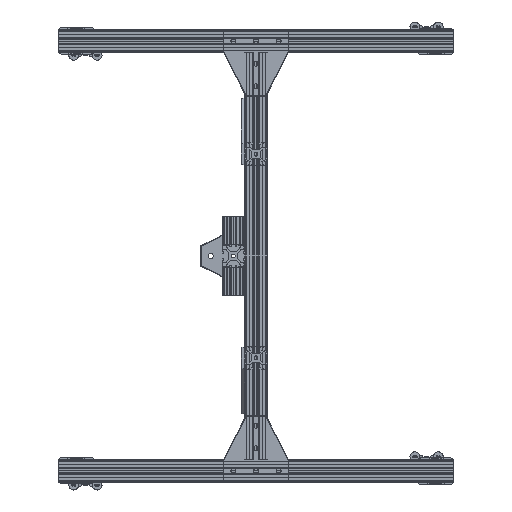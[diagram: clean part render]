
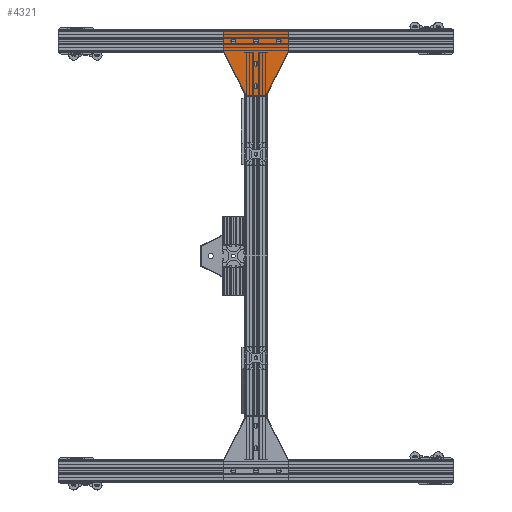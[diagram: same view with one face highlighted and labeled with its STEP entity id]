
A CAD part, left-side view. The second image highlights one B-rep face of the part: STEP entity #4321.
In plain terms, the highlighted face is planar.
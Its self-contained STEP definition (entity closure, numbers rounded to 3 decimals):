
#3781=DIRECTION('',(-0.447,-0.894,0.));
#3782=VECTOR('',#3781,88.589);
#3783=CARTESIAN_POINT('',(40.618,115.,3.));
#3784=LINE('',#3783,#3782);
#3785=DIRECTION('',(-0.447,0.894,0.));
#3786=VECTOR('',#3785,88.589);
#3787=CARTESIAN_POINT('',(115.,35.764,3.));
#3788=LINE('',#3787,#3786);
#3789=CARTESIAN_POINT('',(58.,58.,3.));
#3790=DIRECTION('',(0.,0.,-1.));
#3791=DIRECTION('',(1.,0.,0.));
#3792=AXIS2_PLACEMENT_3D('',#3789,#3790,#3791);
#3794=CARTESIAN_POINT('',(58.,58.,3.));
#3795=DIRECTION('',(0.,0.,-1.));
#3796=DIRECTION('',(-1.,0.,0.));
#3797=AXIS2_PLACEMENT_3D('',#3794,#3795,#3796);
#3799=CARTESIAN_POINT('',(58.,18.,3.));
#3800=DIRECTION('',(0.,0.,-1.));
#3801=DIRECTION('',(1.,0.,0.));
#3802=AXIS2_PLACEMENT_3D('',#3799,#3800,#3801);
#3804=CARTESIAN_POINT('',(58.,18.,3.));
#3805=DIRECTION('',(0.,0.,-1.));
#3806=DIRECTION('',(-1.,0.,0.));
#3807=AXIS2_PLACEMENT_3D('',#3804,#3805,#3806);
#3809=CARTESIAN_POINT('',(18.,18.,3.));
#3810=DIRECTION('',(0.,0.,-1.));
#3811=DIRECTION('',(1.,0.,0.));
#3812=AXIS2_PLACEMENT_3D('',#3809,#3810,#3811);
#3814=CARTESIAN_POINT('',(18.,18.,3.));
#3815=DIRECTION('',(0.,0.,-1.));
#3816=DIRECTION('',(-1.,0.,0.));
#3817=AXIS2_PLACEMENT_3D('',#3814,#3815,#3816);
#3819=CARTESIAN_POINT('',(98.,18.,3.));
#3820=DIRECTION('',(0.,0.,-1.));
#3821=DIRECTION('',(1.,0.,0.));
#3822=AXIS2_PLACEMENT_3D('',#3819,#3820,#3821);
#3824=CARTESIAN_POINT('',(98.,18.,3.));
#3825=DIRECTION('',(0.,0.,-1.));
#3826=DIRECTION('',(-1.,0.,0.));
#3827=AXIS2_PLACEMENT_3D('',#3824,#3825,#3826);
#3829=CARTESIAN_POINT('',(58.,98.,3.));
#3830=DIRECTION('',(0.,0.,-1.));
#3831=DIRECTION('',(1.,0.,0.));
#3832=AXIS2_PLACEMENT_3D('',#3829,#3830,#3831);
#3834=CARTESIAN_POINT('',(58.,98.,3.));
#3835=DIRECTION('',(0.,0.,-1.));
#3836=DIRECTION('',(-1.,0.,0.));
#3837=AXIS2_PLACEMENT_3D('',#3834,#3835,#3836);
#3858=DIRECTION('',(1.,0.,0.));
#3859=VECTOR('',#3858,34.764);
#3860=CARTESIAN_POINT('',(40.618,115.,3.));
#3861=LINE('',#3860,#3859);
#3900=DIRECTION('',(0.,-1.,0.));
#3901=VECTOR('',#3900,34.764);
#3902=CARTESIAN_POINT('',(115.,35.764,3.));
#3903=LINE('',#3902,#3901);
#4062=DIRECTION('',(0.,1.,0.));
#4063=VECTOR('',#4062,34.764);
#4064=CARTESIAN_POINT('',(1.,1.,3.));
#4065=LINE('',#4064,#4063);
#4093=DIRECTION('',(-1.,0.,0.));
#4094=VECTOR('',#4093,114.);
#4095=CARTESIAN_POINT('',(115.,1.,3.));
#4096=LINE('',#4095,#4094);
#4161=CARTESIAN_POINT('',(53.5,98.,3.));
#4162=CARTESIAN_POINT('',(62.5,98.,3.));
#4163=VERTEX_POINT('',#4161);
#4164=VERTEX_POINT('',#4162);
#4174=CARTESIAN_POINT('',(1.,35.764,3.));
#4176=VERTEX_POINT('',#4174);
#4177=CARTESIAN_POINT('',(53.5,58.,3.));
#4178=CARTESIAN_POINT('',(62.5,58.,3.));
#4179=VERTEX_POINT('',#4177);
#4180=VERTEX_POINT('',#4178);
#4194=CARTESIAN_POINT('',(53.5,18.,3.));
#4196=VERTEX_POINT('',#4194);
#4198=CARTESIAN_POINT('',(93.5,18.,3.));
#4200=VERTEX_POINT('',#4198);
#4202=CARTESIAN_POINT('',(115.,35.764,3.));
#4204=VERTEX_POINT('',#4202);
#4209=CARTESIAN_POINT('',(102.5,18.,3.));
#4210=VERTEX_POINT('',#4209);
#4217=CARTESIAN_POINT('',(75.382,115.,3.));
#4218=VERTEX_POINT('',#4217);
#4219=CARTESIAN_POINT('',(115.,1.,3.));
#4220=VERTEX_POINT('',#4219);
#4221=CARTESIAN_POINT('',(40.618,115.,3.));
#4222=VERTEX_POINT('',#4221);
#4225=CARTESIAN_POINT('',(13.5,18.,3.));
#4226=VERTEX_POINT('',#4225);
#4239=CARTESIAN_POINT('',(1.,1.,3.));
#4240=VERTEX_POINT('',#4239);
#4242=CARTESIAN_POINT('',(62.5,18.,3.));
#4244=VERTEX_POINT('',#4242);
#4249=CARTESIAN_POINT('',(22.5,18.,3.));
#4250=VERTEX_POINT('',#4249);
#4273=CARTESIAN_POINT('',(0.,0.,3.));
#4274=DIRECTION('',(0.,0.,-1.));
#4275=DIRECTION('',(-1.,0.,0.));
#4276=AXIS2_PLACEMENT_3D('',#4273,#4274,#4275);
#4277=PLANE('',#4276);
#4279=ORIENTED_EDGE('',*,*,#4278,.F.);
#4281=ORIENTED_EDGE('',*,*,#4280,.T.);
#4283=ORIENTED_EDGE('',*,*,#4282,.F.);
#4285=ORIENTED_EDGE('',*,*,#4284,.T.);
#4287=ORIENTED_EDGE('',*,*,#4286,.T.);
#4289=ORIENTED_EDGE('',*,*,#4288,.T.);
#4290=EDGE_LOOP('',(#4279,#4281,#4283,#4285,#4287,#4289));
#4291=FACE_OUTER_BOUND('',#4290,.F.);
#4293=ORIENTED_EDGE('',*,*,#4292,.F.);
#4295=ORIENTED_EDGE('',*,*,#4294,.F.);
#4296=EDGE_LOOP('',(#4293,#4295));
#4297=FACE_BOUND('',#4296,.F.);
#4299=ORIENTED_EDGE('',*,*,#4298,.F.);
#4301=ORIENTED_EDGE('',*,*,#4300,.F.);
#4302=EDGE_LOOP('',(#4299,#4301));
#4303=FACE_BOUND('',#4302,.F.);
#4305=ORIENTED_EDGE('',*,*,#4304,.F.);
#4307=ORIENTED_EDGE('',*,*,#4306,.F.);
#4308=EDGE_LOOP('',(#4305,#4307));
#4309=FACE_BOUND('',#4308,.F.);
#4310=ORIENTED_EDGE('',*,*,#4262,.F.);
#4312=ORIENTED_EDGE('',*,*,#4311,.F.);
#4313=EDGE_LOOP('',(#4310,#4312));
#4314=FACE_BOUND('',#4313,.F.);
#4316=ORIENTED_EDGE('',*,*,#4315,.F.);
#4318=ORIENTED_EDGE('',*,*,#4317,.F.);
#4319=EDGE_LOOP('',(#4316,#4318));
#4320=FACE_BOUND('',#4319,.F.);
#4321=ADVANCED_FACE('',(#4291,#4297,#4303,#4309,#4314,#4320),#4277,.F.);
#3793=CIRCLE('',#3792,4.5);
#3798=CIRCLE('',#3797,4.5);
#3803=CIRCLE('',#3802,4.5);
#3808=CIRCLE('',#3807,4.5);
#3813=CIRCLE('',#3812,4.5);
#3818=CIRCLE('',#3817,4.5);
#3823=CIRCLE('',#3822,4.5);
#3828=CIRCLE('',#3827,4.5);
#3833=CIRCLE('',#3832,4.5);
#3838=CIRCLE('',#3837,4.5);
#4262=EDGE_CURVE('',#4210,#4200,#3823,.T.);
#4278=EDGE_CURVE('',#4222,#4176,#3784,.T.);
#4280=EDGE_CURVE('',#4222,#4218,#3861,.T.);
#4282=EDGE_CURVE('',#4204,#4218,#3788,.T.);
#4284=EDGE_CURVE('',#4204,#4220,#3903,.T.);
#4286=EDGE_CURVE('',#4220,#4240,#4096,.T.);
#4288=EDGE_CURVE('',#4240,#4176,#4065,.T.);
#4292=EDGE_CURVE('',#4180,#4179,#3793,.T.);
#4294=EDGE_CURVE('',#4179,#4180,#3798,.T.);
#4298=EDGE_CURVE('',#4244,#4196,#3803,.T.);
#4300=EDGE_CURVE('',#4196,#4244,#3808,.T.);
#4304=EDGE_CURVE('',#4250,#4226,#3813,.T.);
#4306=EDGE_CURVE('',#4226,#4250,#3818,.T.);
#4311=EDGE_CURVE('',#4200,#4210,#3828,.T.);
#4315=EDGE_CURVE('',#4164,#4163,#3833,.T.);
#4317=EDGE_CURVE('',#4163,#4164,#3838,.T.);
